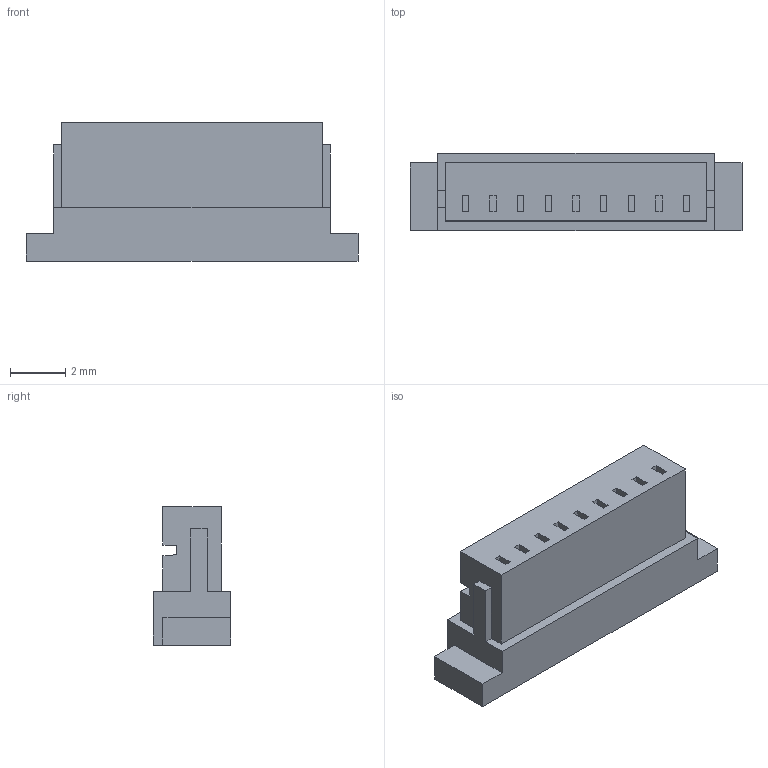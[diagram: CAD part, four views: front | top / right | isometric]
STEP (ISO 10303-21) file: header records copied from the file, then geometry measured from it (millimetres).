
FILE_DESCRIPTION (( 'STEP AP214' ), '1' );
FILE_NAME ('SHR-09V-S-B.STEP', '2012-02-09T02:32:28', ( ' ' ), ( ' ' ), 'SwSTEP 2.0', 'SolidWorks 2005235', '' );
FILE_SCHEMA (( 'AUTOMOTIVE_DESIGN' ));
Length unit declared in the file: millimetre
Products named in the file (1): SHR-09V-S-B
Bounding box: 12 x 2.8 x 5 mm (x, y, z)
Volume: 106.9 mm3; surface area: 248.4 mm2
Topology: 1 solids, 1 shells, 118 faces, 294 edges, 196 vertices
Faces by surface type: plane 118
Entity records: 4759 total; most frequent: CARTESIAN_POINT 609, ORIENTED_EDGE 588, DIRECTION 532, VECTOR 294, LINE 294, EDGE_CURVE 294, VERTEX_POINT 196, EDGE_LOOP 136
